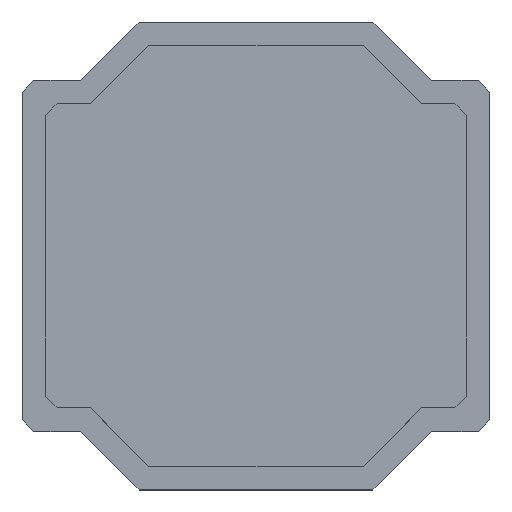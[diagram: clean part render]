
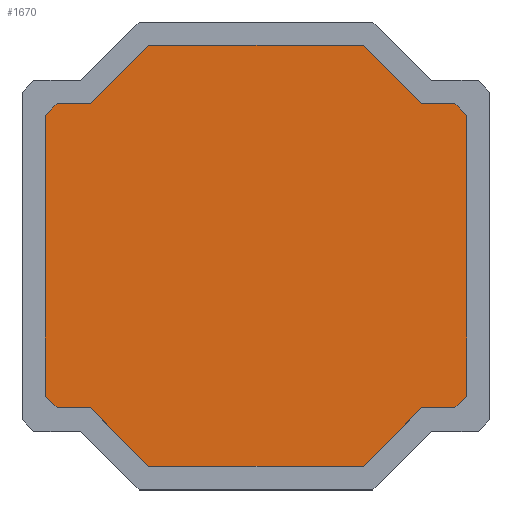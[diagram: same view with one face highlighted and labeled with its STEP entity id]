
A CAD part, top view. The second image highlights one B-rep face of the part: STEP entity #1670.
In plain terms, the highlighted planar face has unit normal (0, 0, 1).
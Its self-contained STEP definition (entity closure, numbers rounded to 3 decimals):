
#10 = ORIENTED_EDGE ( 'NONE', *, *, #1765, .T. ) ;
#20 = EDGE_CURVE ( 'NONE', #1158, #556, #403, .T. ) ;
#44 = LINE ( 'NONE', #1123, #1573 ) ;
#48 = LINE ( 'NONE', #1558, #1228 ) ;
#76 = CARTESIAN_POINT ( 'NONE',  ( 1.083, 3.8, 1.2 ) ) ;
#96 = CARTESIAN_POINT ( 'NONE',  ( 0.583, 3.3, 1.2 ) ) ;
#102 = ORIENTED_EDGE ( 'NONE', *, *, #887, .T. ) ;
#116 = VECTOR ( 'NONE', #1410, 1000. ) ;
#124 = DIRECTION ( 'NONE',  ( 0.707, 0.707, 0. ) ) ;
#133 = CARTESIAN_POINT ( 'NONE',  ( 0., 0., 1.2 ) ) ;
#140 = CARTESIAN_POINT ( 'NONE',  ( 3.417, 0.7, 1.2 ) ) ;
#142 = CARTESIAN_POINT ( 'NONE',  ( 1.083, 3.8, 1.2 ) ) ;
#143 = EDGE_CURVE ( 'NONE', #617, #1075, #44, .T. ) ;
#148 = EDGE_CURVE ( 'NONE', #1386, #1529, #1674, .T. ) ;
#156 = VECTOR ( 'NONE', #273, 1000. ) ;
#158 = DIRECTION ( 'NONE',  ( 0.707, 0.707, 0. ) ) ;
#159 = EDGE_CURVE ( 'NONE', #556, #483, #1113, .T. ) ;
#164 = DIRECTION ( 'NONE',  ( 0., 0., -1. ) ) ;
#168 = CARTESIAN_POINT ( 'NONE',  ( 1.083, 0.2, 1.2 ) ) ;
#181 = ORIENTED_EDGE ( 'NONE', *, *, #148, .T. ) ;
#190 = VECTOR ( 'NONE', #1786, 1000. ) ;
#243 = DIRECTION ( 'NONE',  ( -0.707, -0.707, 0. ) ) ;
#244 = CARTESIAN_POINT ( 'NONE',  ( 0.2, 0.7, 1.2 ) ) ;
#270 = CARTESIAN_POINT ( 'NONE',  ( 0.583, 3.3, 1.2 ) ) ;
#271 = LINE ( 'NONE', #142, #190 ) ;
#273 = DIRECTION ( 'NONE',  ( -1., 0., 0. ) ) ;
#295 = EDGE_CURVE ( 'NONE', #483, #624, #271, .T. ) ;
#334 = LINE ( 'NONE', #890, #116 ) ;
#345 = ORIENTED_EDGE ( 'NONE', *, *, #1218, .T. ) ;
#353 = LINE ( 'NONE', #1761, #1555 ) ;
#358 = VERTEX_POINT ( 'NONE', #168 ) ;
#363 = VERTEX_POINT ( 'NONE', #1560 ) ;
#393 = FACE_OUTER_BOUND ( 'NONE', #726, .T. ) ;
#403 = LINE ( 'NONE', #1511, #156 ) ;
#406 = CARTESIAN_POINT ( 'NONE',  ( 2.917, 0.2, 1.2 ) ) ;
#409 = LINE ( 'NONE', #527, #930 ) ;
#449 = CARTESIAN_POINT ( 'NONE',  ( 3.7, 3.3, 1.2 ) ) ;
#462 = ORIENTED_EDGE ( 'NONE', *, *, #1626, .T. ) ;
#483 = VERTEX_POINT ( 'NONE', #676 ) ;
#502 = EDGE_CURVE ( 'NONE', #782, #363, #1258, .T. ) ;
#511 = VECTOR ( 'NONE', #816, 1000. ) ;
#523 = CARTESIAN_POINT ( 'NONE',  ( 0.583, 0.7, 1.2 ) ) ;
#527 = CARTESIAN_POINT ( 'NONE',  ( 3.7, 3.3, 1.2 ) ) ;
#532 = CARTESIAN_POINT ( 'NONE',  ( 3.417, 3.3, 1.2 ) ) ;
#556 = VERTEX_POINT ( 'NONE', #532 ) ;
#598 = CARTESIAN_POINT ( 'NONE',  ( 3.8, 0.8, 1.2 ) ) ;
#600 = VECTOR ( 'NONE', #633, 1000. ) ;
#617 = VERTEX_POINT ( 'NONE', #1047 ) ;
#624 = VERTEX_POINT ( 'NONE', #76 ) ;
#630 = ORIENTED_EDGE ( 'NONE', *, *, #689, .T. ) ;
#633 = DIRECTION ( 'NONE',  ( 0., -1., 0. ) ) ;
#641 = VERTEX_POINT ( 'NONE', #1055 ) ;
#662 = LINE ( 'NONE', #244, #600 ) ;
#667 = PLANE ( 'NONE',  #823 ) ;
#676 = CARTESIAN_POINT ( 'NONE',  ( 2.917, 3.8, 1.2 ) ) ;
#689 = EDGE_CURVE ( 'NONE', #624, #1358, #1176, .T. ) ;
#697 = ORIENTED_EDGE ( 'NONE', *, *, #1257, .T. ) ;
#726 = EDGE_LOOP ( 'NONE', ( #1456, #10, #102, #1023, #1247, #697, #462, #1332, #785, #181, #345, #1168, #735, #1215, #1723, #630 ) ) ;
#735 = ORIENTED_EDGE ( 'NONE', *, *, #20, .T. ) ;
#744 = DIRECTION ( 'NONE',  ( 0.707, -0.707, 0. ) ) ;
#782 = VERTEX_POINT ( 'NONE', #1417 ) ;
#785 = ORIENTED_EDGE ( 'NONE', *, *, #1074, .T. ) ;
#796 = CARTESIAN_POINT ( 'NONE',  ( 3.8, 0.8, 1.2 ) ) ;
#816 = DIRECTION ( 'NONE',  ( 1., 0., 0. ) ) ;
#823 = AXIS2_PLACEMENT_3D ( 'NONE', #133, #164, #1290 ) ;
#850 = EDGE_CURVE ( 'NONE', #1358, #1377, #1137, .T. ) ;
#856 = CARTESIAN_POINT ( 'NONE',  ( 0.2, 3.3, 1.2 ) ) ;
#883 = DIRECTION ( 'NONE',  ( -1., 0., 0. ) ) ;
#887 = EDGE_CURVE ( 'NONE', #641, #617, #662, .T. ) ;
#890 = CARTESIAN_POINT ( 'NONE',  ( 3.8, 3.3, 1.2 ) ) ;
#918 = VECTOR ( 'NONE', #1665, 1000. ) ;
#930 = VECTOR ( 'NONE', #970, 1000. ) ;
#967 = DIRECTION ( 'NONE',  ( 1., 0., 0. ) ) ;
#970 = DIRECTION ( 'NONE',  ( -0.707, 0.707, 0. ) ) ;
#1023 = ORIENTED_EDGE ( 'NONE', *, *, #143, .T. ) ;
#1027 = VECTOR ( 'NONE', #967, 1000. ) ;
#1033 = VECTOR ( 'NONE', #158, 1000. ) ;
#1047 = CARTESIAN_POINT ( 'NONE',  ( 0.2, 0.8, 1.2 ) ) ;
#1055 = CARTESIAN_POINT ( 'NONE',  ( 0.2, 3.2, 1.2 ) ) ;
#1074 = EDGE_CURVE ( 'NONE', #363, #1386, #1363, .T. ) ;
#1075 = VERTEX_POINT ( 'NONE', #1510 ) ;
#1093 = VECTOR ( 'NONE', #883, 1000. ) ;
#1106 = EDGE_CURVE ( 'NONE', #1592, #1158, #409, .T. ) ;
#1113 = LINE ( 'NONE', #1155, #918 ) ;
#1123 = CARTESIAN_POINT ( 'NONE',  ( 0.3, 0.7, 1.2 ) ) ;
#1136 = DIRECTION ( 'NONE',  ( -0.707, -0.707, 0. ) ) ;
#1137 = LINE ( 'NONE', #856, #1093 ) ;
#1155 = CARTESIAN_POINT ( 'NONE',  ( 2.917, 3.8, 1.2 ) ) ;
#1158 = VERTEX_POINT ( 'NONE', #449 ) ;
#1168 = ORIENTED_EDGE ( 'NONE', *, *, #1106, .T. ) ;
#1176 = LINE ( 'NONE', #96, #1472 ) ;
#1201 = VECTOR ( 'NONE', #1296, 1000. ) ;
#1215 = ORIENTED_EDGE ( 'NONE', *, *, #159, .T. ) ;
#1218 = EDGE_CURVE ( 'NONE', #1529, #1592, #334, .T. ) ;
#1228 = VECTOR ( 'NONE', #1136, 1000. ) ;
#1247 = ORIENTED_EDGE ( 'NONE', *, *, #1452, .T. ) ;
#1257 = EDGE_CURVE ( 'NONE', #1350, #358, #353, .T. ) ;
#1258 = LINE ( 'NONE', #140, #1494 ) ;
#1290 = DIRECTION ( 'NONE',  ( -1., 0., 0. ) ) ;
#1296 = DIRECTION ( 'NONE',  ( 1., 0., 0. ) ) ;
#1332 = ORIENTED_EDGE ( 'NONE', *, *, #502, .T. ) ;
#1334 = DIRECTION ( 'NONE',  ( 0.707, -0.707, 0. ) ) ;
#1350 = VERTEX_POINT ( 'NONE', #523 ) ;
#1358 = VERTEX_POINT ( 'NONE', #270 ) ;
#1363 = LINE ( 'NONE', #1398, #511 ) ;
#1377 = VERTEX_POINT ( 'NONE', #1527 ) ;
#1386 = VERTEX_POINT ( 'NONE', #1649 ) ;
#1398 = CARTESIAN_POINT ( 'NONE',  ( 3.8, 0.7, 1.2 ) ) ;
#1410 = DIRECTION ( 'NONE',  ( 0., 1., 0. ) ) ;
#1417 = CARTESIAN_POINT ( 'NONE',  ( 2.917, 0.2, 1.2 ) ) ;
#1452 = EDGE_CURVE ( 'NONE', #1075, #1350, #1594, .T. ) ;
#1456 = ORIENTED_EDGE ( 'NONE', *, *, #850, .T. ) ;
#1472 = VECTOR ( 'NONE', #243, 1000. ) ;
#1494 = VECTOR ( 'NONE', #124, 1000. ) ;
#1510 = CARTESIAN_POINT ( 'NONE',  ( 0.3, 0.7, 1.2 ) ) ;
#1511 = CARTESIAN_POINT ( 'NONE',  ( 3.417, 3.3, 1.2 ) ) ;
#1526 = CARTESIAN_POINT ( 'NONE',  ( 3.8, 3.2, 1.2 ) ) ;
#1527 = CARTESIAN_POINT ( 'NONE',  ( 0.3, 3.3, 1.2 ) ) ;
#1529 = VERTEX_POINT ( 'NONE', #796 ) ;
#1555 = VECTOR ( 'NONE', #1334, 1000. ) ;
#1558 = CARTESIAN_POINT ( 'NONE',  ( 0.2, 3.2, 1.2 ) ) ;
#1560 = CARTESIAN_POINT ( 'NONE',  ( 3.417, 0.7, 1.2 ) ) ;
#1573 = VECTOR ( 'NONE', #744, 1000. ) ;
#1583 = CARTESIAN_POINT ( 'NONE',  ( 0.583, 0.7, 1.2 ) ) ;
#1592 = VERTEX_POINT ( 'NONE', #1526 ) ;
#1594 = LINE ( 'NONE', #1583, #1201 ) ;
#1626 = EDGE_CURVE ( 'NONE', #358, #782, #1784, .T. ) ;
#1649 = CARTESIAN_POINT ( 'NONE',  ( 3.7, 0.7, 1.2 ) ) ;
#1665 = DIRECTION ( 'NONE',  ( -0.707, 0.707, 0. ) ) ;
#1670 = ADVANCED_FACE ( 'NONE', ( #393 ), #667, .F. ) ;
#1674 = LINE ( 'NONE', #598, #1033 ) ;
#1723 = ORIENTED_EDGE ( 'NONE', *, *, #295, .T. ) ;
#1761 = CARTESIAN_POINT ( 'NONE',  ( 1.083, 0.2, 1.2 ) ) ;
#1765 = EDGE_CURVE ( 'NONE', #1377, #641, #48, .T. ) ;
#1784 = LINE ( 'NONE', #406, #1027 ) ;
#1786 = DIRECTION ( 'NONE',  ( -1., 0., 0. ) ) ;
